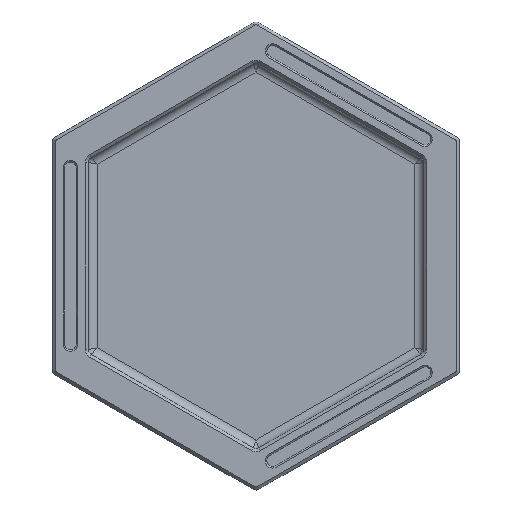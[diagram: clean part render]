
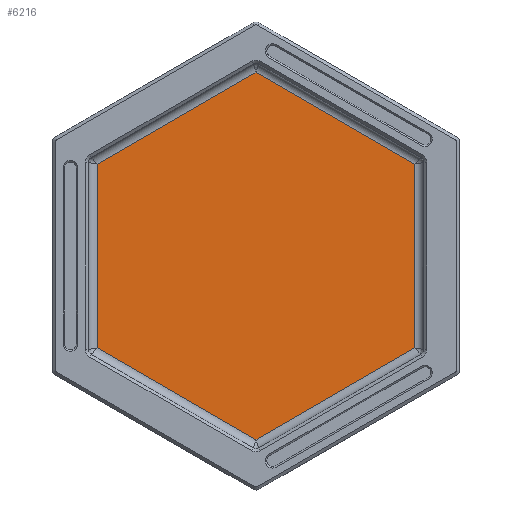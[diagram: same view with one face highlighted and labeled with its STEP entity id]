
A CAD part, top view. The second image highlights one B-rep face of the part: STEP entity #6216.
In plain terms, the highlighted planar face has unit normal (0, 0, 1).
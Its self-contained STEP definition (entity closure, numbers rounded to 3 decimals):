
#290=PLANE('',#6471);
#621=FACE_OUTER_BOUND('',#1011,.T.);
#1011=EDGE_LOOP('',(#5452,#5453,#5454,#5455,#5456,#5457));
#1457=LINE('',#11513,#1949);
#1458=LINE('',#11515,#1950);
#1460=LINE('',#11518,#1952);
#1462=LINE('',#11521,#1954);
#1464=LINE('',#11524,#1956);
#1466=LINE('',#11527,#1958);
#1949=VECTOR('',#7275,10.);
#1950=VECTOR('',#7278,10.);
#1952=VECTOR('',#7282,10.);
#1954=VECTOR('',#7286,10.);
#1956=VECTOR('',#7290,10.);
#1958=VECTOR('',#7294,10.);
#2887=VERTEX_POINT('',#11329);
#2892=VERTEX_POINT('',#11364);
#2897=VERTEX_POINT('',#11399);
#2902=VERTEX_POINT('',#11434);
#2907=VERTEX_POINT('',#11469);
#2912=VERTEX_POINT('',#11504);
#3756=EDGE_CURVE('',#2912,#2887,#1457,.T.);
#3757=EDGE_CURVE('',#2907,#2912,#1458,.T.);
#3759=EDGE_CURVE('',#2902,#2907,#1460,.T.);
#3761=EDGE_CURVE('',#2897,#2902,#1462,.T.);
#3763=EDGE_CURVE('',#2892,#2897,#1464,.T.);
#3765=EDGE_CURVE('',#2887,#2892,#1466,.T.);
#5452=ORIENTED_EDGE('',*,*,#3756,.F.);
#5453=ORIENTED_EDGE('',*,*,#3757,.F.);
#5454=ORIENTED_EDGE('',*,*,#3759,.F.);
#5455=ORIENTED_EDGE('',*,*,#3761,.F.);
#5456=ORIENTED_EDGE('',*,*,#3763,.F.);
#5457=ORIENTED_EDGE('',*,*,#3765,.F.);
#6216=ADVANCED_FACE('',(#621),#290,.T.);
#6471=AXIS2_PLACEMENT_3D('',#11555,#7324,#7325);
#7275=DIRECTION('',(0.866,-0.5,0.));
#7278=DIRECTION('',(0.866,0.5,0.));
#7282=DIRECTION('',(0.,1.,0.));
#7286=DIRECTION('',(-0.866,0.5,0.));
#7290=DIRECTION('',(-0.866,-0.5,0.));
#7294=DIRECTION('',(0.,-1.,0.));
#7324=DIRECTION('center_axis',(0.,0.,1.));
#7325=DIRECTION('ref_axis',(1.,0.,0.));
#11329=CARTESIAN_POINT('',(27.079,15.634,2.));
#11364=CARTESIAN_POINT('',(27.079,-15.634,2.));
#11399=CARTESIAN_POINT('',(0.,-31.268,2.));
#11434=CARTESIAN_POINT('',(-27.079,-15.634,2.));
#11469=CARTESIAN_POINT('',(-27.079,15.634,2.));
#11504=CARTESIAN_POINT('',(0.,31.268,2.));
#11513=CARTESIAN_POINT('',(6.395,27.576,2.));
#11515=CARTESIAN_POINT('',(-20.684,19.326,2.));
#11518=CARTESIAN_POINT('',(-27.079,-8.25,2.));
#11521=CARTESIAN_POINT('',(-6.395,-27.576,2.));
#11524=CARTESIAN_POINT('',(20.684,-19.326,2.));
#11527=CARTESIAN_POINT('',(27.079,8.25,2.));
#11555=CARTESIAN_POINT('Origin',(0.,0.,2.));
